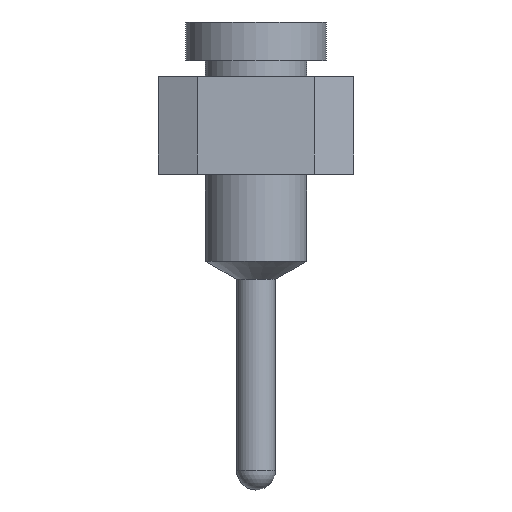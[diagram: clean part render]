
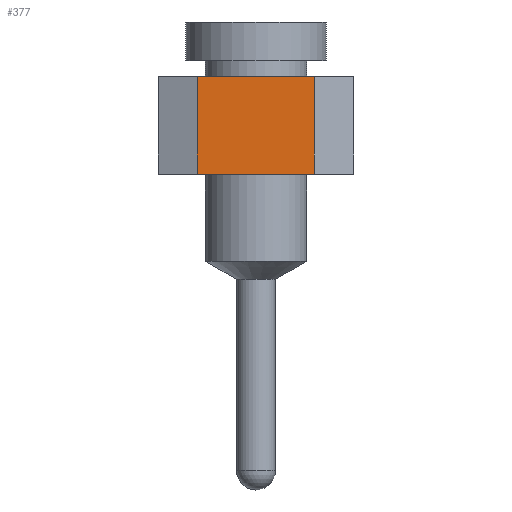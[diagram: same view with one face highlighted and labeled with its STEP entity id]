
A CAD part, left-side view. The second image highlights one B-rep face of the part: STEP entity #377.
In plain terms, the highlighted planar face has unit normal (-1, 0, 0).
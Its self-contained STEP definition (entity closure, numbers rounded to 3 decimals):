
#377 = ADVANCED_FACE('',(#378),#412,.F.);
#378 = FACE_BOUND('',#379,.T.);
#379 = EDGE_LOOP('',(#380,#390,#398,#406));
#380 = ORIENTED_EDGE('',*,*,#381,.T.);
#381 = EDGE_CURVE('',#382,#384,#386,.T.);
#382 = VERTEX_POINT('',#383);
#383 = CARTESIAN_POINT('',(-11.43,0.762,2.57));
#384 = VERTEX_POINT('',#385);
#385 = CARTESIAN_POINT('',(-11.43,0.762,1.3));
#386 = LINE('',#387,#388);
#387 = CARTESIAN_POINT('',(-11.43,0.762,3.84));
#388 = VECTOR('',#389,1.);
#389 = DIRECTION('',(0.,0.,-1.));
#390 = ORIENTED_EDGE('',*,*,#391,.T.);
#391 = EDGE_CURVE('',#384,#392,#394,.T.);
#392 = VERTEX_POINT('',#393);
#393 = CARTESIAN_POINT('',(-11.43,-0.762,1.3));
#394 = LINE('',#395,#396);
#395 = CARTESIAN_POINT('',(-11.43,1.27,1.3));
#396 = VECTOR('',#397,1.);
#397 = DIRECTION('',(0.,-1.,0.));
#398 = ORIENTED_EDGE('',*,*,#399,.F.);
#399 = EDGE_CURVE('',#400,#392,#402,.T.);
#400 = VERTEX_POINT('',#401);
#401 = CARTESIAN_POINT('',(-11.43,-0.762,2.57));
#402 = LINE('',#403,#404);
#403 = CARTESIAN_POINT('',(-11.43,-0.762,3.84));
#404 = VECTOR('',#405,1.);
#405 = DIRECTION('',(0.,0.,-1.));
#406 = ORIENTED_EDGE('',*,*,#407,.F.);
#407 = EDGE_CURVE('',#382,#400,#408,.T.);
#408 = LINE('',#409,#410);
#409 = CARTESIAN_POINT('',(-11.43,1.27,2.57));
#410 = VECTOR('',#411,1.);
#411 = DIRECTION('',(0.,-1.,0.));
#412 = PLANE('',#413);
#413 = AXIS2_PLACEMENT_3D('',#414,#415,#416);
#414 = CARTESIAN_POINT('',(-11.43,1.27,2.57));
#415 = DIRECTION('',(1.,0.,0.));
#416 = DIRECTION('',(0.,1.,0.));
